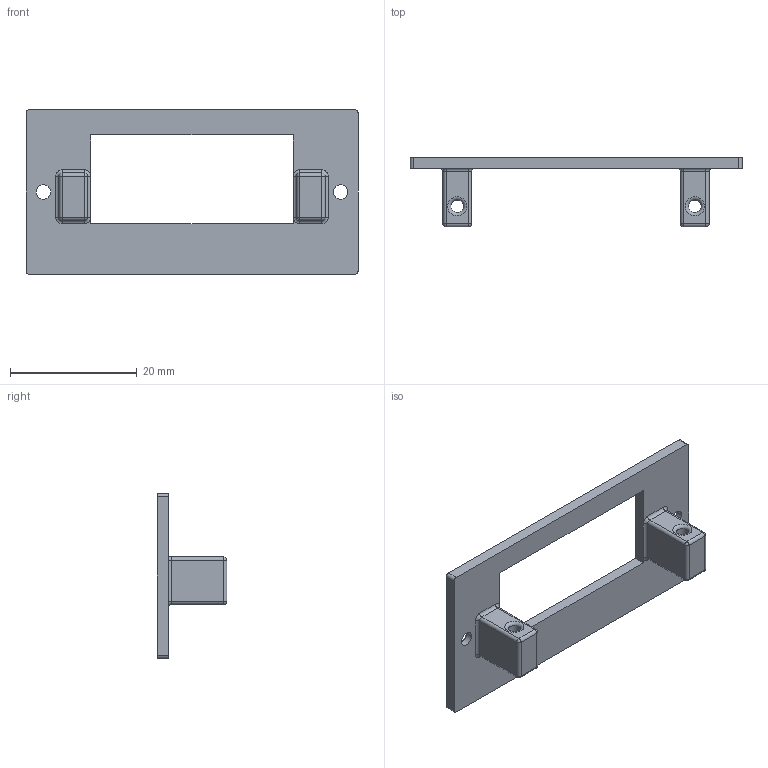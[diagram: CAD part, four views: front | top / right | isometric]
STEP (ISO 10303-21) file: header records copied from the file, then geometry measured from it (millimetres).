
FILE_DESCRIPTION(/* description */ ('STEP AP242','CAx-IF Rec.Pracs.---Representation and Presentation of Product Manufacturing Information (PMI)---4.0---2014-10-13','CAx-IF Rec.Pracs.---3D Tessellated Geometry---0.4---2014-09-14','2;1'),/* implementation_level */ '2;1');
FILE_NAME(/* name */ '6616f5d4e31d230c6b5c9f6b',/* time_stamp */ '2024-04-10T20:25:57Z',/* author */ (''),/* organization */ (''),/* preprocessor_version */ 'ST-DEVELOPER v20',/* originating_system */ ' ',/* authorisation */ ' ');
FILE_SCHEMA (('AP242_MANAGED_MODEL_BASED_3D_ENGINEERING_MIM_LF { 1 0 10303 442 1 1 4 }'));
Length unit declared in the file: metre
Products named in the file (1): Part 3
Bounding box: 52.4 x 11 x 26 mm (x, y, z)
Volume: 2153 mm3; surface area: 2751.3 mm2
Topology: 1 solids, 1 shells, 74 faces, 176 edges, 96 vertices
Faces by surface type: cylinder 32, plane 20, torus 12, sphere 8, cone 2
Full cylindrical faces by diameter (mm): 2 x2, 2.25 x2
Entity records: 2020 total; most frequent: DIRECTION 384, CARTESIAN_POINT 325, ORIENTED_EDGE 312, EDGE_CURVE 156, AXIS2_PLACEMENT_3D 153, VERTEX_POINT 94, EDGE_LOOP 94, FACE_BOUND 94
